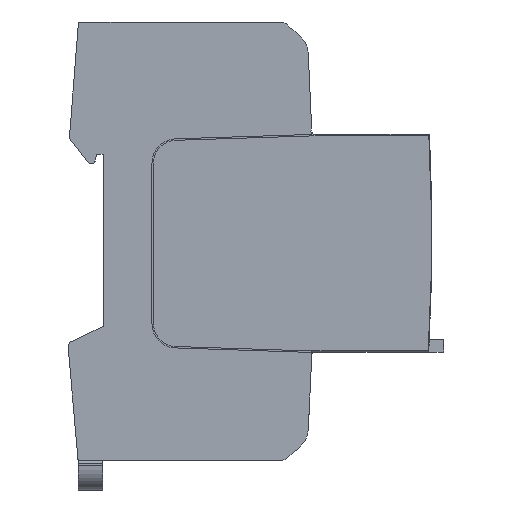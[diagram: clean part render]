
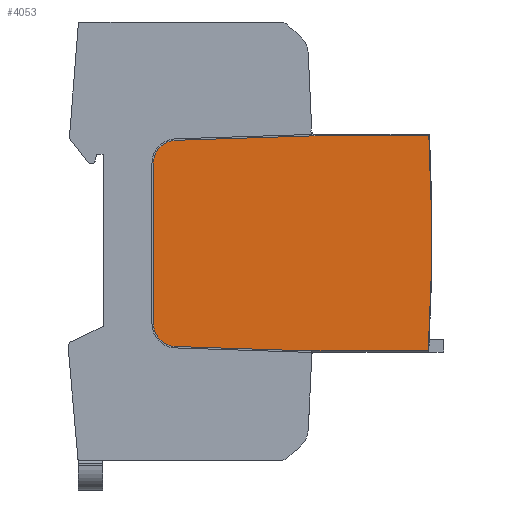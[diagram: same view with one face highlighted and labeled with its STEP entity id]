
A CAD part, left-side view. The second image highlights one B-rep face of the part: STEP entity #4053.
In plain terms, the highlighted planar face has unit normal (-1, 0, 0).
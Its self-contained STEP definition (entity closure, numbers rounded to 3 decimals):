
#486=CARTESIAN_POINT('',(-9.,336.41,0.75));
#487=DIRECTION('',(1.,0.,0.));
#488=DIRECTION('',(0.,-0.999,0.052));
#489=AXIS2_PLACEMENT_3D('',#486,#487,#488);
#491=DIRECTION('',(0.,1.,0.));
#492=VECTOR('',#491,23.898);
#493=CARTESIAN_POINT('',(-9.,-62.812,-22.527));
#494=LINE('',#493,#492);
#495=DIRECTION('',(0.,0.999,0.033));
#496=VECTOR('',#495,28.085);
#497=CARTESIAN_POINT('',(-9.,-38.914,
-22.527));
#498=LINE('',#497,#496);
#499=CARTESIAN_POINT('',(-9.,-11.,-16.9));
#500=DIRECTION('',(-1.,0.,0.));
#501=DIRECTION('',(0.,1.,0.));
#502=AXIS2_PLACEMENT_3D('',#499,#500,#501);
#504=DIRECTION('',(0.,0.,1.));
#505=VECTOR('',#504,33.);
#506=CARTESIAN_POINT('',(-9.,-6.3,-16.9));
#507=LINE('',#506,#505);
#508=CARTESIAN_POINT('',(-9.,-11.,16.1));
#509=DIRECTION('',(-1.,0.,0.));
#510=DIRECTION('',(0.,0.032,0.999));
#511=AXIS2_PLACEMENT_3D('',#508,#509,#510);
#513=DIRECTION('',(0.,-0.999,0.032));
#514=VECTOR('',#513,28.08);
#515=CARTESIAN_POINT('',(-9.,-10.849,20.798));
#516=LINE('',#515,#514);
#517=DIRECTION('',(0.,1.,0.));
#518=VECTOR('',#517,24.027);
#519=CARTESIAN_POINT('',(-9.,-62.941,21.7));
#520=LINE('',#519,#518);
#811=CARTESIAN_POINT('',(-9.,-62.812,-22.527));
#857=CARTESIAN_POINT('',(-9.,-62.941,21.7));
#3814=CARTESIAN_POINT('',(-9.,-38.914,
-22.527));
#3815=VERTEX_POINT('',#3814);
#3816=CARTESIAN_POINT('',(-9.,-10.844,-21.597));
#3817=VERTEX_POINT('',#3816);
#3818=CARTESIAN_POINT('',(-9.,-6.3,-16.9));
#3819=VERTEX_POINT('',#3818);
#3820=CARTESIAN_POINT('',(-9.,-6.3,16.1));
#3821=VERTEX_POINT('',#3820);
#3822=CARTESIAN_POINT('',(-9.,-10.849,20.798));
#3823=VERTEX_POINT('',#3822);
#3824=CARTESIAN_POINT('',(-9.,-38.914,
21.7));
#3825=VERTEX_POINT('',#3824);
#3948=VERTEX_POINT('',#811);
#3949=VERTEX_POINT('',#857);
#4030=CARTESIAN_POINT('',(-9.,0.,0.));
#4031=DIRECTION('',(1.,0.,0.));
#4032=DIRECTION('',(0.,1.,0.));
#4033=AXIS2_PLACEMENT_3D('',#4030,#4031,#4032);
#4034=PLANE('',#4033);
#4036=ORIENTED_EDGE('',*,*,#4035,.T.);
#4038=ORIENTED_EDGE('',*,*,#4037,.T.);
#4040=ORIENTED_EDGE('',*,*,#4039,.T.);
#4042=ORIENTED_EDGE('',*,*,#4041,.F.);
#4044=ORIENTED_EDGE('',*,*,#4043,.T.);
#4046=ORIENTED_EDGE('',*,*,#4045,.F.);
#4048=ORIENTED_EDGE('',*,*,#4047,.T.);
#4050=ORIENTED_EDGE('',*,*,#4049,.F.);
#4051=EDGE_LOOP('',(#4036,#4038,#4040,#4042,#4044,#4046,#4048,#4050));
#4052=FACE_OUTER_BOUND('',#4051,.F.);
#490=CIRCLE('',#489,399.9);
#503=CIRCLE('',#502,4.7);
#512=CIRCLE('',#511,4.7);
#4035=EDGE_CURVE('',#3949,#3948,#490,.T.);
#4037=EDGE_CURVE('',#3948,#3815,#494,.T.);
#4039=EDGE_CURVE('',#3815,#3817,#498,.T.);
#4041=EDGE_CURVE('',#3819,#3817,#503,.T.);
#4043=EDGE_CURVE('',#3819,#3821,#507,.T.);
#4045=EDGE_CURVE('',#3823,#3821,#512,.T.);
#4047=EDGE_CURVE('',#3823,#3825,#516,.T.);
#4049=EDGE_CURVE('',#3949,#3825,#520,.T.);
#4053=ADVANCED_FACE('',(#4052),#4034,.F.);
